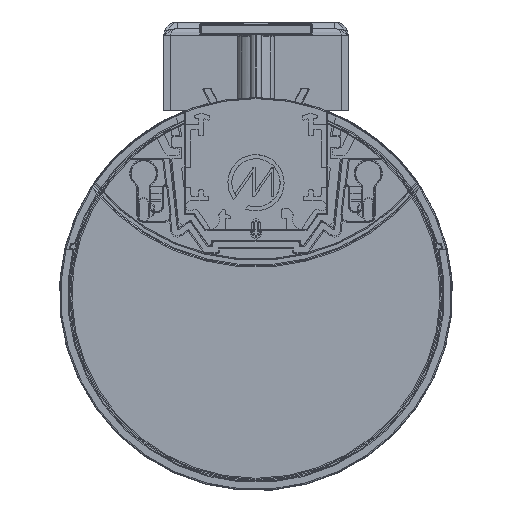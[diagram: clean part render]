
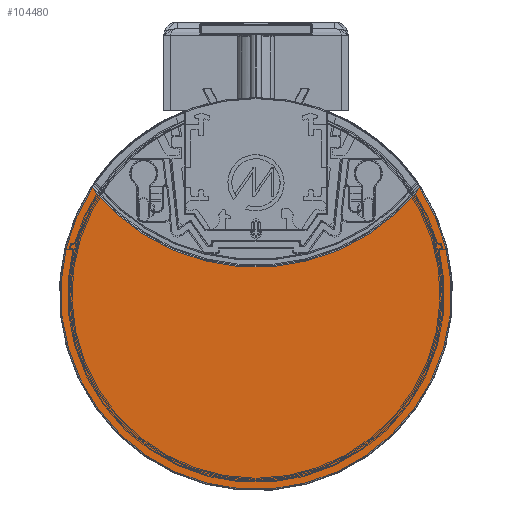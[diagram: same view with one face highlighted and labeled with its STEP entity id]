
A CAD part, front view. The second image highlights one B-rep face of the part: STEP entity #104480.
In plain terms, the highlighted planar face has unit normal (0, -1, 0).
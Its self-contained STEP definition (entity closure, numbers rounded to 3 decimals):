
#7223=FACE_OUTER_BOUND('',#13352,.T.);
#13352=EDGE_LOOP('',(#72200,#72201));
#37682=CIRCLE('',#111012,37.214);
#37685=CIRCLE('',#111016,34.769);
#42441=VERTEX_POINT('',#161451);
#42689=VERTEX_POINT('',#164323);
#53615=EDGE_CURVE('',#42689,#42441,#37682,.T.);
#53618=EDGE_CURVE('',#42441,#42689,#37685,.T.);
#72200=ORIENTED_EDGE('',*,*,#53615,.T.);
#72201=ORIENTED_EDGE('',*,*,#53618,.T.);
#101073=PLANE('',#111272);
#104480=ADVANCED_FACE('',(#7223),#101073,.T.);
#111012=AXIS2_PLACEMENT_3D('',#164414,#123176,#123177);
#111016=AXIS2_PLACEMENT_3D('',#164418,#123184,#123185);
#111272=AXIS2_PLACEMENT_3D('',#166136,#123809,#123810);
#123176=DIRECTION('center_axis',(0.,1.,0.));
#123177=DIRECTION('ref_axis',(-0.439,0.,
-0.899));
#123184=DIRECTION('center_axis',(0.,-1.,0.));
#123185=DIRECTION('ref_axis',(-0.88,0.,
-0.474));
#123809=DIRECTION('center_axis',(0.,-1.,0.));
#123810=DIRECTION('ref_axis',(0.,0.,
1.));
#161451=CARTESIAN_POINT('',(-29.18,-293.,18.904));
#164323=CARTESIAN_POINT('',(29.18,-293.,18.904));
#164414=CARTESIAN_POINT('Origin',(0.,-293.,42.));
#164418=CARTESIAN_POINT('Origin',(0.,-293.,0.));
#166136=CARTESIAN_POINT('Origin',(10.889,-293.,12.98));
